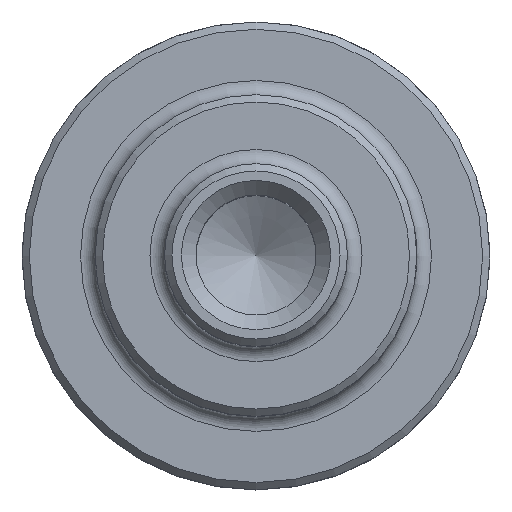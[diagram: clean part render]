
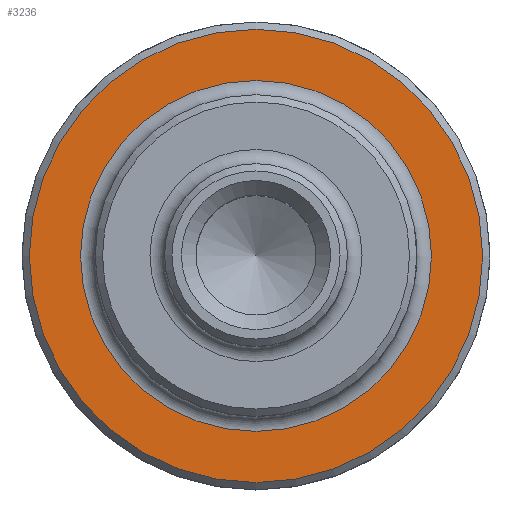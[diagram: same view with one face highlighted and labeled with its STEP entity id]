
A CAD part, top view. The second image highlights one B-rep face of the part: STEP entity #3236.
In plain terms, the highlighted planar face has unit normal (0, 0, 1).
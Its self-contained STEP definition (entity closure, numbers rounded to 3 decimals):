
#2651=PLANE('',#9905);
#3236=ADVANCED_FACE('',(#4510,#4511),#2651,.T.);
#4510=FACE_BOUND('',#4574,.T.);
#4511=FACE_BOUND('',#4575,.T.);
#4574=EDGE_LOOP('',(#4982));
#4575=EDGE_LOOP('',(#4983));
#4982=ORIENTED_EDGE('',*,*,#8395,.T.);
#4983=ORIENTED_EDGE('',*,*,#8396,.T.);
#7533=VERTEX_POINT('',#12113);
#7534=VERTEX_POINT('',#12115);
#8395=EDGE_CURVE('',#7533,#7533,#9657,.T.);
#8396=EDGE_CURVE('',#7534,#7534,#9658,.T.);
#9657=CIRCLE('',#9903,12.);
#9658=CIRCLE('',#9904,15.5);
#9903=AXIS2_PLACEMENT_3D('',#12112,#10545,#10546);
#9904=AXIS2_PLACEMENT_3D('',#12114,#10547,#10548);
#9905=AXIS2_PLACEMENT_3D('',#12116,#10549,#10550);
#10545=DIRECTION('',(0.,0.,-1.));
#10546=DIRECTION('',(1.,0.,0.));
#10547=DIRECTION('',(0.,0.,1.));
#10548=DIRECTION('',(1.,0.,0.));
#10549=DIRECTION('',(0.,0.,1.));
#10550=DIRECTION('',(1.,0.,0.));
#12112=CARTESIAN_POINT('',(-0.007,-0.006,4.5));
#12113=CARTESIAN_POINT('',(11.993,-0.006,4.5));
#12114=CARTESIAN_POINT('',(-0.007,-0.006,4.5));
#12115=CARTESIAN_POINT('',(15.493,-0.006,4.5));
#12116=CARTESIAN_POINT('',(-0.007,-0.006,4.5));
